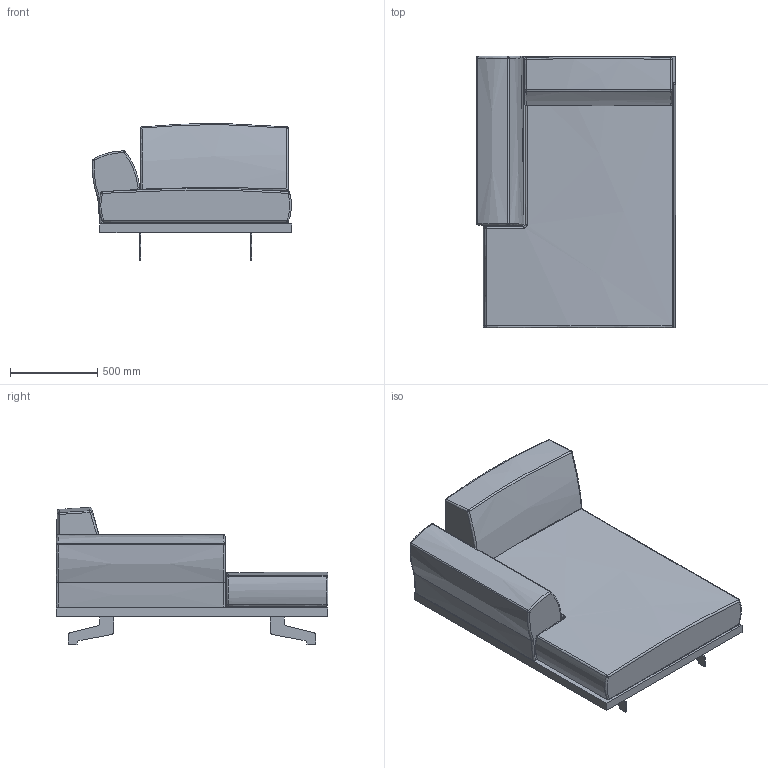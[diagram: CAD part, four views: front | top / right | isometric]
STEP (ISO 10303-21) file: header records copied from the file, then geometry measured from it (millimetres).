
FILE_DESCRIPTION(/* description */ (''),/* implementation_level */ '2;1');
FILE_NAME(/* name */ '470 Fancy chaise longue 110 1b',/* time_stamp */ '2013-12-12T17:14:43+01:00',/* author */ (''),/* organization */ (''),/* preprocessor_version */ 'ST-DEVELOPER v10',/* originating_system */ '',/* authorisation */ '');
FILE_SCHEMA (('CONFIG_CONTROL_DESIGN'));
Length unit declared in the file: centimetre
Products named in the file (1): 1
Bounding box: 1143.53 x 1559.66 x 787.29 mm (x, y, z)
Volume: 532458706.4 mm3; surface area: 10356438.3 mm2
Topology: 8 solids, 8 shells, 125 faces, 254 edges, 145 vertices
Faces by surface type: bspline 125
Entity records: 4567 total; most frequent: CARTESIAN_POINT 3112, ORIENTED_EDGE 508, EDGE_CURVE 254, VERTEX_POINT 145, ADVANCED_FACE 125, FACE_OUTER_BOUND 125, EDGE_LOOP 125, B_SPLINE_CURVE_WITH_KNOTS 42
